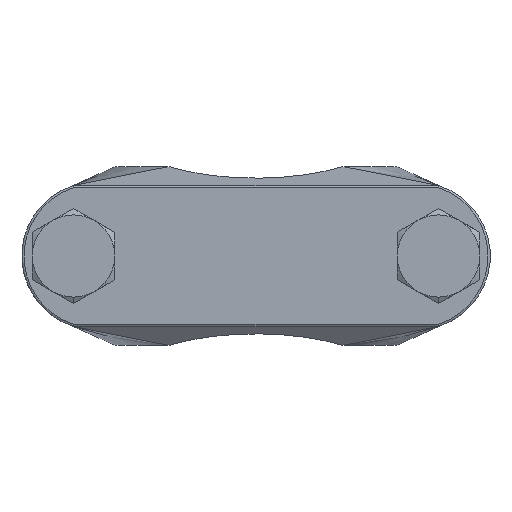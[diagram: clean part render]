
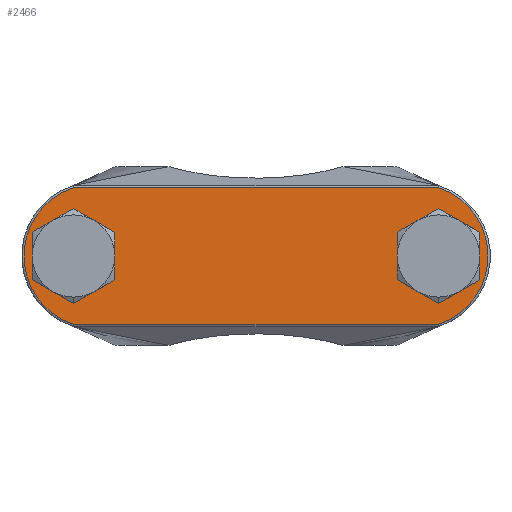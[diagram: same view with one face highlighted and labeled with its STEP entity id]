
A CAD part, front view. The second image highlights one B-rep face of the part: STEP entity #2466.
In plain terms, the highlighted planar face has unit normal (0, -1, 0).
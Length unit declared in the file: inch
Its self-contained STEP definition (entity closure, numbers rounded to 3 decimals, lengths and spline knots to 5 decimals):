
#12 = CARTESIAN_POINT ( 'NONE',  ( 0.96958, -0.551, -0.363 ) ) ;
#22 = VERTEX_POINT ( 'NONE', #363 ) ;
#23 = CARTESIAN_POINT ( 'NONE',  ( -0.97, -0.551, -0.25259 ) ) ;
#30 = CIRCLE ( 'NONE', #1816, 0.381 ) ;
#33 = CARTESIAN_POINT ( 'NONE',  ( -1.18875, -0.551, 0.1263 ) ) ;
#65 = VERTEX_POINT ( 'NONE', #1524 ) ;
#69 = EDGE_LOOP ( 'NONE', ( #844, #2012, #1285, #1821, #2382, #292 ) ) ;
#117 = LINE ( 'NONE', #33, #1372 ) ;
#120 = ORIENTED_EDGE ( 'NONE', *, *, #983, .F. ) ;
#128 = EDGE_CURVE ( 'NONE', #379, #2029, #555, .T. ) ;
#141 = CARTESIAN_POINT ( 'NONE',  ( -0.97, -0.551, -0.25259 ) ) ;
#158 = CARTESIAN_POINT ( 'NONE',  ( 0.75125, -0.551, -0.1263 ) ) ;
#160 = LINE ( 'NONE', #158, #424 ) ;
#188 = VECTOR ( 'NONE', #322, 39.37008 ) ;
#202 = DIRECTION ( 'NONE',  ( -1., 0., 0. ) ) ;
#203 = ORIENTED_EDGE ( 'NONE', *, *, #1154, .F. ) ;
#206 = DIRECTION ( 'NONE',  ( 1., 0., 0. ) ) ;
#216 = EDGE_CURVE ( 'NONE', #794, #1303, #2400, .T. ) ;
#292 = ORIENTED_EDGE ( 'NONE', *, *, #2377, .F. ) ;
#322 = DIRECTION ( 'NONE',  ( 0.866, 0., 0.5 ) ) ;
#324 = CARTESIAN_POINT ( 'NONE',  ( -0.852, -0.551, 0. ) ) ;
#326 = ORIENTED_EDGE ( 'NONE', *, *, #128, .F. ) ;
#340 = DIRECTION ( 'NONE',  ( 0.866, 0., -0.5 ) ) ;
#363 = CARTESIAN_POINT ( 'NONE',  ( -0.97, -0.551, 0.25259 ) ) ;
#365 = VECTOR ( 'NONE', #2016, 39.37008 ) ;
#370 = DIRECTION ( 'NONE',  ( -0.866, 0., 0.5 ) ) ;
#377 = CARTESIAN_POINT ( 'NONE',  ( -0.96958, -0.551, 0.363 ) ) ;
#379 = VERTEX_POINT ( 'NONE', #839 ) ;
#386 = FACE_BOUND ( 'NONE', #69, .T. ) ;
#391 = VECTOR ( 'NONE', #1462, 39.37008 ) ;
#414 = VERTEX_POINT ( 'NONE', #2240 ) ;
#424 = VECTOR ( 'NONE', #340, 39.37008 ) ;
#459 = EDGE_CURVE ( 'NONE', #2004, #65, #160, .T. ) ;
#475 = EDGE_CURVE ( 'NONE', #1568, #794, #30, .T. ) ;
#504 = VERTEX_POINT ( 'NONE', #2074 ) ;
#510 = VECTOR ( 'NONE', #370, 39.37008 ) ;
#514 = DIRECTION ( 'NONE',  ( 0., -1., 0. ) ) ;
#522 = EDGE_CURVE ( 'NONE', #882, #1568, #1402, .T. ) ;
#527 = CARTESIAN_POINT ( 'NONE',  ( 0.75125, -0.551, 0.1263 ) ) ;
#551 = DIRECTION ( 'NONE',  ( 0.866, 0., -0.5 ) ) ;
#555 = LINE ( 'NONE', #1775, #2026 ) ;
#585 = VERTEX_POINT ( 'NONE', #1324 ) ;
#599 = LINE ( 'NONE', #1284, #1825 ) ;
#602 = LINE ( 'NONE', #669, #365 ) ;
#636 = DIRECTION ( 'NONE',  ( -0.866, 0., -0.5 ) ) ;
#643 = ORIENTED_EDGE ( 'NONE', *, *, #1634, .F. ) ;
#669 = CARTESIAN_POINT ( 'NONE',  ( 0.97, -0.551, -0.25259 ) ) ;
#675 = VERTEX_POINT ( 'NONE', #23 ) ;
#681 = VERTEX_POINT ( 'NONE', #1352 ) ;
#715 = LINE ( 'NONE', #727, #510 ) ;
#727 = CARTESIAN_POINT ( 'NONE',  ( -0.75125, -0.551, 0.1263 ) ) ;
#765 = CARTESIAN_POINT ( 'NONE',  ( 1.18875, -0.551, 0.1263 ) ) ;
#779 = LINE ( 'NONE', #765, #2277 ) ;
#794 = VERTEX_POINT ( 'NONE', #1803 ) ;
#824 = CARTESIAN_POINT ( 'NONE',  ( -0.97, -0.551, 0.25259 ) ) ;
#839 = CARTESIAN_POINT ( 'NONE',  ( 0.97, -0.551, 0.25259 ) ) ;
#843 = CARTESIAN_POINT ( 'NONE',  ( -0.75125, -0.551, -0.1263 ) ) ;
#844 = ORIENTED_EDGE ( 'NONE', *, *, #2078, .F. ) ;
#882 = VERTEX_POINT ( 'NONE', #1034 ) ;
#890 = FACE_OUTER_BOUND ( 'NONE', #2069, .T. ) ;
#902 = VECTOR ( 'NONE', #202, 39.37008 ) ;
#924 = DIRECTION ( 'NONE',  ( 0., 0., 1. ) ) ;
#926 = CIRCLE ( 'NONE', #1191, 0.381 ) ;
#950 = VERTEX_POINT ( 'NONE', #843 ) ;
#958 = VECTOR ( 'NONE', #636, 39.37008 ) ;
#983 = EDGE_CURVE ( 'NONE', #585, #681, #1247, .T. ) ;
#1018 = EDGE_CURVE ( 'NONE', #675, #950, #1020, .T. ) ;
#1020 = LINE ( 'NONE', #141, #188 ) ;
#1034 = CARTESIAN_POINT ( 'NONE',  ( 0.96772, -0.551, 0.363 ) ) ;
#1054 = LINE ( 'NONE', #1769, #2281 ) ;
#1097 = ORIENTED_EDGE ( 'NONE', *, *, #459, .F. ) ;
#1122 = CARTESIAN_POINT ( 'NONE',  ( -0.96772, -0.551, 0.363 ) ) ;
#1154 = EDGE_CURVE ( 'NONE', #2029, #2004, #1054, .T. ) ;
#1163 = VECTOR ( 'NONE', #924, 39.37008 ) ;
#1190 = ORIENTED_EDGE ( 'NONE', *, *, #522, .T. ) ;
#1191 = AXIS2_PLACEMENT_3D ( 'NONE', #1383, #2174, #1993 ) ;
#1217 = CARTESIAN_POINT ( 'NONE',  ( 0.96772, -0.551, -0.363 ) ) ;
#1237 = EDGE_CURVE ( 'NONE', #2067, #414, #117, .T. ) ;
#1240 = AXIS2_PLACEMENT_3D ( 'NONE', #1650, #1272, #2224 ) ;
#1247 = LINE ( 'NONE', #2053, #391 ) ;
#1269 = ORIENTED_EDGE ( 'NONE', *, *, #475, .T. ) ;
#1272 = DIRECTION ( 'NONE',  ( 0., -1., 0. ) ) ;
#1284 = CARTESIAN_POINT ( 'NONE',  ( -1.18875, -0.551, -0.1263 ) ) ;
#1285 = ORIENTED_EDGE ( 'NONE', *, *, #1018, .F. ) ;
#1303 = VERTEX_POINT ( 'NONE', #1217 ) ;
#1322 = EDGE_CURVE ( 'NONE', #1303, #882, #926, .T. ) ;
#1324 = CARTESIAN_POINT ( 'NONE',  ( 1.18875, -0.551, -0.1263 ) ) ;
#1352 = CARTESIAN_POINT ( 'NONE',  ( 1.18875, -0.551, 0.1263 ) ) ;
#1355 = EDGE_CURVE ( 'NONE', #65, #585, #602, .T. ) ;
#1359 = ORIENTED_EDGE ( 'NONE', *, *, #1355, .F. ) ;
#1365 = DIRECTION ( 'NONE',  ( 0., 0., -1. ) ) ;
#1372 = VECTOR ( 'NONE', #1365, 39.37008 ) ;
#1382 = DIRECTION ( 'NONE',  ( -0.866, 0., -0.5 ) ) ;
#1383 = CARTESIAN_POINT ( 'NONE',  ( 0.852, -0.551, 0. ) ) ;
#1402 = LINE ( 'NONE', #377, #902 ) ;
#1449 = PLANE ( 'NONE',  #1240 ) ;
#1459 = LINE ( 'NONE', #824, #958 ) ;
#1462 = DIRECTION ( 'NONE',  ( 0., 0., 1. ) ) ;
#1497 = CARTESIAN_POINT ( 'NONE',  ( -1.18875, -0.551, 0.1263 ) ) ;
#1524 = CARTESIAN_POINT ( 'NONE',  ( 0.97, -0.551, -0.25259 ) ) ;
#1568 = VERTEX_POINT ( 'NONE', #1122 ) ;
#1634 = EDGE_CURVE ( 'NONE', #681, #379, #779, .T. ) ;
#1639 = EDGE_LOOP ( 'NONE', ( #643, #120, #1359, #1097, #203, #326 ) ) ;
#1650 = CARTESIAN_POINT ( 'NONE',  ( -0.852, -0.551, 0. ) ) ;
#1655 = CARTESIAN_POINT ( 'NONE',  ( 0.75125, -0.551, -0.1263 ) ) ;
#1676 = LINE ( 'NONE', #2431, #1163 ) ;
#1694 = ORIENTED_EDGE ( 'NONE', *, *, #1322, .T. ) ;
#1763 = EDGE_CURVE ( 'NONE', #950, #504, #1676, .T. ) ;
#1769 = CARTESIAN_POINT ( 'NONE',  ( 0.75125, -0.551, 0.1263 ) ) ;
#1775 = CARTESIAN_POINT ( 'NONE',  ( 0.97, -0.551, 0.25259 ) ) ;
#1803 = CARTESIAN_POINT ( 'NONE',  ( -0.96772, -0.551, -0.363 ) ) ;
#1816 = AXIS2_PLACEMENT_3D ( 'NONE', #324, #514, #1860 ) ;
#1821 = ORIENTED_EDGE ( 'NONE', *, *, #2177, .F. ) ;
#1825 = VECTOR ( 'NONE', #551, 39.37008 ) ;
#1833 = VECTOR ( 'NONE', #206, 39.37008 ) ;
#1860 = DIRECTION ( 'NONE',  ( 0., 0., -1. ) ) ;
#1993 = DIRECTION ( 'NONE',  ( 0., 0., -1. ) ) ;
#2004 = VERTEX_POINT ( 'NONE', #1655 ) ;
#2012 = ORIENTED_EDGE ( 'NONE', *, *, #1763, .F. ) ;
#2016 = DIRECTION ( 'NONE',  ( 0.866, 0., 0.5 ) ) ;
#2026 = VECTOR ( 'NONE', #1382, 39.37008 ) ;
#2029 = VERTEX_POINT ( 'NONE', #527 ) ;
#2053 = CARTESIAN_POINT ( 'NONE',  ( 1.18875, -0.551, -0.1263 ) ) ;
#2067 = VERTEX_POINT ( 'NONE', #1497 ) ;
#2069 = EDGE_LOOP ( 'NONE', ( #1190, #1269, #2417, #1694 ) ) ;
#2074 = CARTESIAN_POINT ( 'NONE',  ( -0.75125, -0.551, 0.1263 ) ) ;
#2078 = EDGE_CURVE ( 'NONE', #504, #22, #715, .T. ) ;
#2137 = DIRECTION ( 'NONE',  ( 0., 0., -1. ) ) ;
#2174 = DIRECTION ( 'NONE',  ( 0., -1., 0. ) ) ;
#2177 = EDGE_CURVE ( 'NONE', #414, #675, #599, .T. ) ;
#2224 = DIRECTION ( 'NONE',  ( 0., 0., -1. ) ) ;
#2240 = CARTESIAN_POINT ( 'NONE',  ( -1.18875, -0.551, -0.1263 ) ) ;
#2277 = VECTOR ( 'NONE', #2303, 39.37008 ) ;
#2281 = VECTOR ( 'NONE', #2137, 39.37008 ) ;
#2303 = DIRECTION ( 'NONE',  ( -0.866, 0., 0.5 ) ) ;
#2377 = EDGE_CURVE ( 'NONE', #22, #2067, #1459, .T. ) ;
#2382 = ORIENTED_EDGE ( 'NONE', *, *, #1237, .F. ) ;
#2400 = LINE ( 'NONE', #12, #1833 ) ;
#2417 = ORIENTED_EDGE ( 'NONE', *, *, #216, .T. ) ;
#2421 = FACE_BOUND ( 'NONE', #1639, .T. ) ;
#2431 = CARTESIAN_POINT ( 'NONE',  ( -0.75125, -0.551, -0.1263 ) ) ;
#2466 = ADVANCED_FACE ( 'NONE', ( #890, #2421, #386 ), #1449, .T. ) ;
